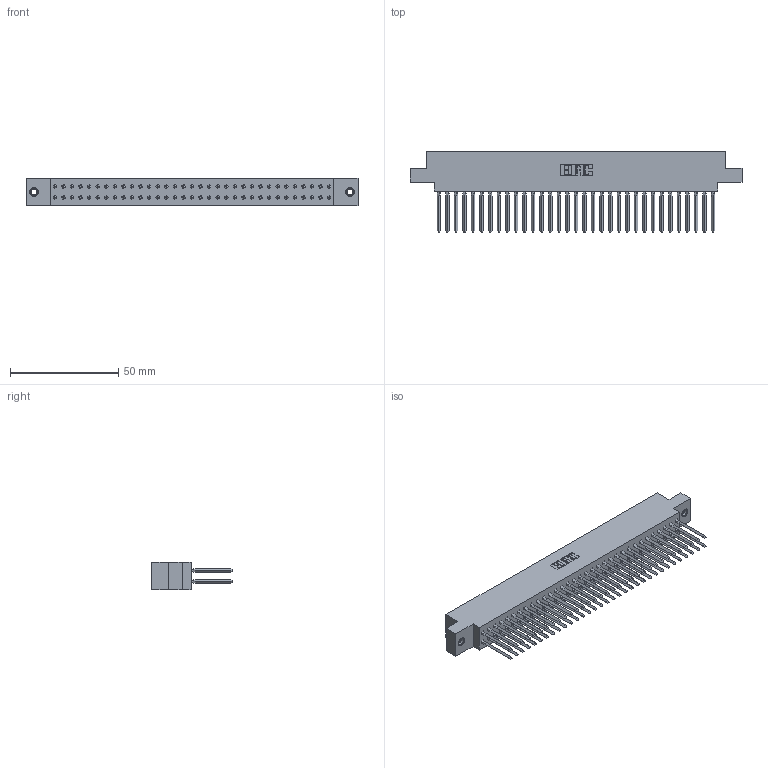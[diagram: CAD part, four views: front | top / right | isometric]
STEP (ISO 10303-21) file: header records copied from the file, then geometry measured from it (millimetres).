
FILE_DESCRIPTION (( 'STEP AP203' ), '1' );
FILE_NAME ('317-066-540-807.STEP', '2020-02-28T06:11:42', ( '' ), ( '' ), 'SwSTEP 2.0', 'SolidWorks 2016', '' );
FILE_SCHEMA (( 'CONFIG_CONTROL_DESIGN' ));
Length unit declared in the file: inch
Products named in the file (4): 317-066-540-807; 317-290-001_540; 317 Part_.156 Dia - TI; 345-250-001_345-250-005-103
Assembly tree (69 placements, depth 2):
  317-066-540-807
    317 Part_.156 Dia - TI
    317-290-001_540  x66
    345-250-001_345-250-005-103  x2
Bounding box: 153.47 x 37.34 x 12.7 mm (x, y, z)
Volume: 25438.7 mm3; surface area: 37623.7 mm2
Topology: 69 solids, 69 shells, 6036 faces, 16713 edges, 10760 vertices
Faces by surface type: plane 4908, cylinder 848, bspline 264, cone 12, torus 4
Entity records: 50143 total; most frequent: CARTESIAN_POINT 9134, ORIENTED_EDGE 8626, DIRECTION 7237, EDGE_CURVE 4313, LINE 4037, VECTOR 4037, VERTEX_POINT 2865, AXIS2_PLACEMENT_3D 1600
